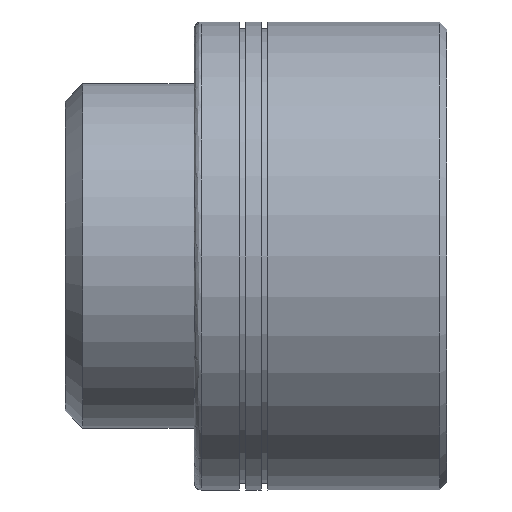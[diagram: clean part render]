
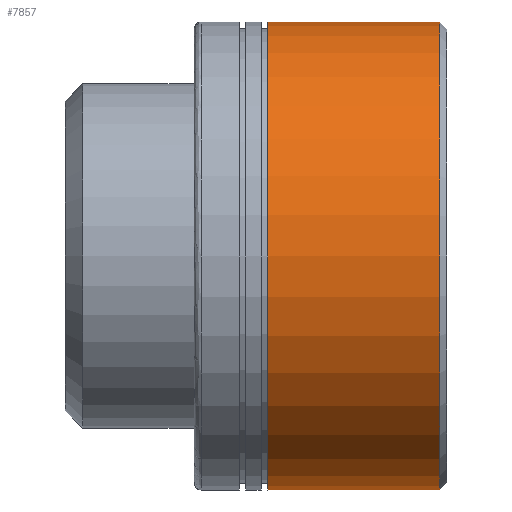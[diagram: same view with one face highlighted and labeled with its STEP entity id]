
A CAD part, front view. The second image highlights one B-rep face of the part: STEP entity #7857.
In plain terms, the highlighted cylindrical face has radius 2.78 mm (diameter 5.56 mm), a partial arc.
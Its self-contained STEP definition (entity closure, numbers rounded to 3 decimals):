
#219 = EDGE_CURVE ( 'NONE', #1257, #9655, #2142, .T. ) ;
#703 = CIRCLE ( 'NONE', #5170, 2.78 ) ;
#721 = AXIS2_PLACEMENT_3D ( 'NONE', #5228, #9116, #9707 ) ;
#832 = LINE ( 'NONE', #9178, #3042 ) ;
#1015 = CARTESIAN_POINT ( 'NONE',  ( 4.447, 0., -2.78 ) ) ;
#1139 = EDGE_CURVE ( 'NONE', #9655, #1480, #703, .T. ) ;
#1257 = VERTEX_POINT ( 'NONE', #3046 ) ;
#1480 = VERTEX_POINT ( 'NONE', #4624 ) ;
#2127 = VERTEX_POINT ( 'NONE', #1015 ) ;
#2142 = LINE ( 'NONE', #6868, #2669 ) ;
#2218 = DIRECTION ( 'NONE',  ( -1., 0., 0. ) ) ;
#2500 = EDGE_CURVE ( 'NONE', #2127, #1257, #3146, .T. ) ;
#2669 = VECTOR ( 'NONE', #9075, 1000. ) ;
#3035 = DIRECTION ( 'NONE',  ( -1., 0., 0. ) ) ;
#3042 = VECTOR ( 'NONE', #3035, 1000. ) ;
#3046 = CARTESIAN_POINT ( 'NONE',  ( 4.447, 0., 2.78 ) ) ;
#3146 = CIRCLE ( 'NONE', #4909, 2.78 ) ;
#3828 = CYLINDRICAL_SURFACE ( 'NONE', #721, 2.78 ) ;
#3842 = ORIENTED_EDGE ( 'NONE', *, *, #219, .T. ) ;
#4250 = CARTESIAN_POINT ( 'NONE',  ( 2.402, 0., 0. ) ) ;
#4624 = CARTESIAN_POINT ( 'NONE',  ( 2.402, 0., -2.78 ) ) ;
#4909 = AXIS2_PLACEMENT_3D ( 'NONE', #9097, #2218, #9838 ) ;
#5113 = ORIENTED_EDGE ( 'NONE', *, *, #7495, .F. ) ;
#5170 = AXIS2_PLACEMENT_3D ( 'NONE', #4250, #8146, #7302 ) ;
#5209 = ORIENTED_EDGE ( 'NONE', *, *, #2500, .T. ) ;
#5228 = CARTESIAN_POINT ( 'NONE',  ( 3.424, 0., 0. ) ) ;
#6019 = FACE_OUTER_BOUND ( 'NONE', #9316, .T. ) ;
#6868 = CARTESIAN_POINT ( 'NONE',  ( 3.424, 0., 2.78 ) ) ;
#7302 = DIRECTION ( 'NONE',  ( 0., 0., 1. ) ) ;
#7495 = EDGE_CURVE ( 'NONE', #2127, #1480, #832, .T. ) ;
#7798 = ORIENTED_EDGE ( 'NONE', *, *, #1139, .T. ) ;
#7857 = ADVANCED_FACE ( 'NONE', ( #6019 ), #3828, .T. ) ;
#8146 = DIRECTION ( 'NONE',  ( 1., 0., 0. ) ) ;
#9075 = DIRECTION ( 'NONE',  ( -1., 0., 0. ) ) ;
#9097 = CARTESIAN_POINT ( 'NONE',  ( 4.447, 0., 0. ) ) ;
#9116 = DIRECTION ( 'NONE',  ( -1., 0., 0. ) ) ;
#9178 = CARTESIAN_POINT ( 'NONE',  ( 3.424, 0., -2.78 ) ) ;
#9316 = EDGE_LOOP ( 'NONE', ( #5113, #5209, #3842, #7798 ) ) ;
#9655 = VERTEX_POINT ( 'NONE', #9785 ) ;
#9707 = DIRECTION ( 'NONE',  ( 0., 0., 1. ) ) ;
#9785 = CARTESIAN_POINT ( 'NONE',  ( 2.402, 0., 2.78 ) ) ;
#9838 = DIRECTION ( 'NONE',  ( 0., 0., 1. ) ) ;
